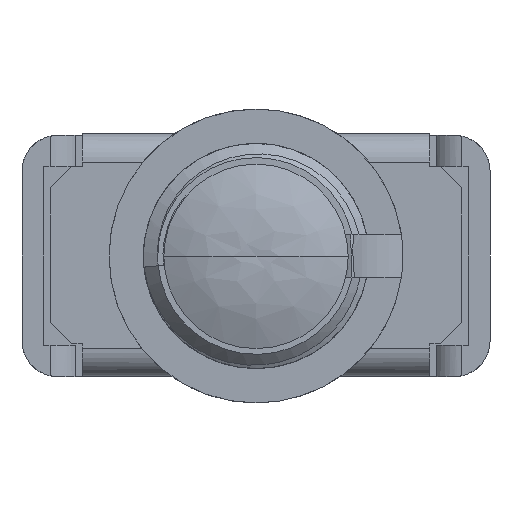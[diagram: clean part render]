
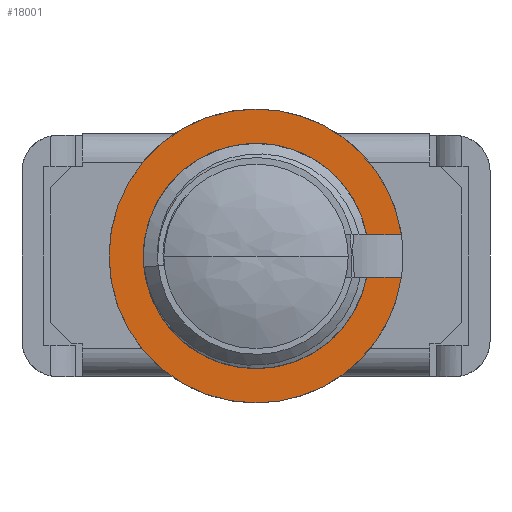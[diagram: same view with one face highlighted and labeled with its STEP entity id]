
A CAD part, front view. The second image highlights one B-rep face of the part: STEP entity #18001.
In plain terms, the highlighted planar face has unit normal (0, -1, 0).
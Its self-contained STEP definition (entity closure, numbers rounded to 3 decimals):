
#5933=DIRECTION('',(-1.,0.,0.));
#5934=VECTOR('',#5933,0.983);
#5935=CARTESIAN_POINT('',(4.101,-0.97,-0.6));
#5936=LINE('',#5935,#5934);
#5937=CARTESIAN_POINT('',(0.,-0.97,0.));
#5938=DIRECTION('',(0.,-1.,0.));
#5939=DIRECTION('',(0.,0.,-1.));
#5940=AXIS2_PLACEMENT_3D('',#5937,#5938,#5939);
#5942=CARTESIAN_POINT('',(0.,-0.97,0.));
#5943=DIRECTION('',(0.,1.,0.));
#5944=DIRECTION('',(0.,0.,-1.));
#5945=AXIS2_PLACEMENT_3D('',#5942,#5943,#5944);
#5947=CARTESIAN_POINT('',(0.,-0.97,0.));
#5948=DIRECTION('',(0.,-1.,0.));
#5949=DIRECTION('',(0.989,0.,0.145));
#5950=AXIS2_PLACEMENT_3D('',#5947,#5948,#5949);
#5952=DIRECTION('',(-1.,0.,0.));
#5953=VECTOR('',#5952,0.983);
#5954=CARTESIAN_POINT('',(4.101,-0.97,0.6));
#5955=LINE('',#5954,#5953);
#6008=CARTESIAN_POINT('',(0.,-0.97,0.));
#6009=DIRECTION('',(0.,1.,0.));
#6010=DIRECTION('',(0.982,0.,-0.189));
#6011=AXIS2_PLACEMENT_3D('',#6008,#6009,#6010);
#6025=CARTESIAN_POINT('',(0.,-0.97,0.));
#6026=DIRECTION('',(0.,1.,0.));
#6027=DIRECTION('',(-1.,0.,0.));
#6028=AXIS2_PLACEMENT_3D('',#6025,#6026,#6027);
#10423=CARTESIAN_POINT('',(0.,-0.97,-4.145));
#10425=VERTEX_POINT('',#10423);
#10427=CARTESIAN_POINT('',(0.,-0.97,4.145));
#10429=VERTEX_POINT('',#10427);
#10458=CARTESIAN_POINT('',(4.101,-0.97,0.6));
#10459=CARTESIAN_POINT('',(3.118,-0.97,0.6));
#10460=VERTEX_POINT('',#10458);
#10461=VERTEX_POINT('',#10459);
#10462=CARTESIAN_POINT('',(4.101,-0.97,-0.6));
#10463=CARTESIAN_POINT('',(3.118,-0.97,-0.6));
#10464=VERTEX_POINT('',#10462);
#10465=VERTEX_POINT('',#10463);
#10491=CARTESIAN_POINT('',(-3.175,-0.97,0.));
#10493=VERTEX_POINT('',#10491);
#17983=CARTESIAN_POINT('',(0.,-0.97,0.));
#17984=DIRECTION('',(0.,1.,0.));
#17985=DIRECTION('',(0.,0.,1.));
#17986=AXIS2_PLACEMENT_3D('',#17983,#17984,#17985);
#17987=PLANE('',#17986);
#17989=ORIENTED_EDGE('',*,*,#17988,.F.);
#17991=ORIENTED_EDGE('',*,*,#17990,.F.);
#17992=ORIENTED_EDGE('',*,*,#13290,.F.);
#17993=ORIENTED_EDGE('',*,*,#13315,.T.);
#17994=ORIENTED_EDGE('',*,*,#13298,.F.);
#17996=ORIENTED_EDGE('',*,*,#17995,.T.);
#17998=ORIENTED_EDGE('',*,*,#17997,.F.);
#17999=EDGE_LOOP('',(#17989,#17991,#17992,#17993,#17994,#17996,#17998));
#18000=FACE_OUTER_BOUND('',#17999,.F.);
#18001=ADVANCED_FACE('',(#18000),#17987,.F.);
#5941=CIRCLE('',#5940,4.145);
#5946=CIRCLE('',#5945,4.145);
#5951=CIRCLE('',#5950,4.145);
#6012=CIRCLE('',#6011,3.175);
#6029=CIRCLE('',#6028,3.175);
#13290=EDGE_CURVE('',#10425,#10464,#5941,.T.);
#13298=EDGE_CURVE('',#10460,#10429,#5951,.T.);
#13315=EDGE_CURVE('',#10425,#10429,#5946,.T.);
#17988=EDGE_CURVE('',#10465,#10493,#6012,.T.);
#17990=EDGE_CURVE('',#10464,#10465,#5936,.T.);
#17995=EDGE_CURVE('',#10460,#10461,#5955,.T.);
#17997=EDGE_CURVE('',#10493,#10461,#6029,.T.);
